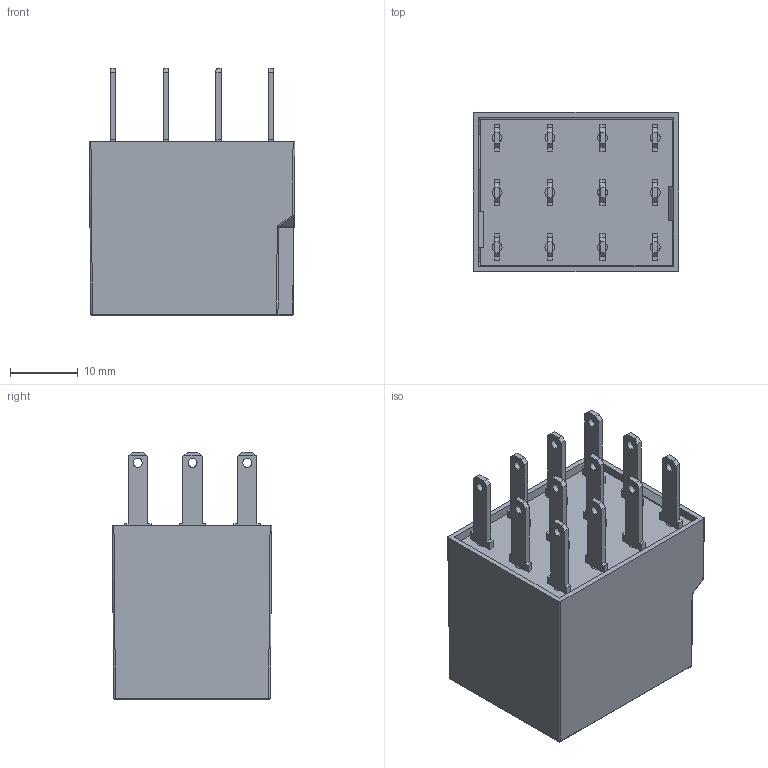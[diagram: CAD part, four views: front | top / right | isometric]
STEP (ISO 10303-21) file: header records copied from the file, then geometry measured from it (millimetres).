
FILE_DESCRIPTION (( 'STEP AP214' ), '1' );
FILE_NAME ('MicroPlex7XHL.STEP', '2018-02-05T16:36:17', ( '' ), ( '' ), 'SwSTEP 2.0', 'SolidWorks 2017', '' );
FILE_SCHEMA (( 'AUTOMOTIVE_DESIGN' ));
Length unit declared in the file: millimetre
Products named in the file (4): 7XHLBoard; 12pin ISO280 Housing; MicroPlex7XHL; Pin
Assembly tree (14 placements, depth 2):
  MicroPlex7XHL
    7XHLBoard
    Pin  x12
    12pin ISO280 Housing
Bounding box: 30.4 x 23.6 x 36.61 mm (x, y, z)
Volume: 4269.2 mm3; surface area: 9275.4 mm2
Topology: 14 solids, 14 shells, 377 faces, 942 edges, 596 vertices
Faces by surface type: plane 259, cylinder 100, sphere 12, bspline 6
Entity records: 4226 total; most frequent: CARTESIAN_POINT 804, DIRECTION 704, ORIENTED_EDGE 652, EDGE_CURVE 326, AXIS2_PLACEMENT_3D 252, VECTOR 200, VERTEX_POINT 200, LINE 200
